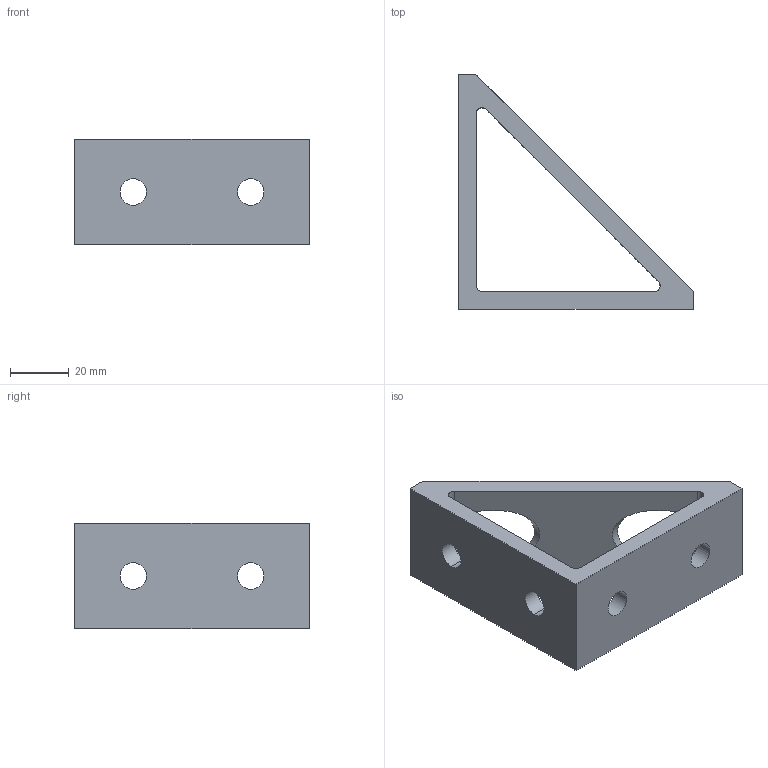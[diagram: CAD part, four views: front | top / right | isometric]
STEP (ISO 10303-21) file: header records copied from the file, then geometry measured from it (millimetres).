
FILE_DESCRIPTION((''),'2;1');
FILE_NAME('OBMP-BA-H-FAST-G1','2023-10-06T17:24:08',('ccha425'),('Department of Mechanical Engineering, The University of Auckland'),'CREO PARAMETRIC BY PTC INC, 2017260','CREO PARAMETRIC BY PTC INC, 2017260','');
FILE_SCHEMA(('CONFIG_CONTROL_DESIGN'));
Length unit declared in the file: inch
Products named in the file (1): OBMP-BA-H-FAST-G1
Bounding box: 80 x 80 x 36 mm (x, y, z)
Volume: 47216.7 mm3; surface area: 19773.3 mm2
Topology: 1 solids, 1 shells, 46 faces, 122 edges, 76 vertices
Faces by surface type: cylinder 34, plane 10, bspline 2
Entity records: 2282 total; most frequent: CARTESIAN_POINT 1130, ORIENTED_EDGE 244, DIRECTION 204, EDGE_CURVE 122, AXIS2_PLACEMENT_3D 76, VERTEX_POINT 76, EDGE_LOOP 58, VECTOR 52
